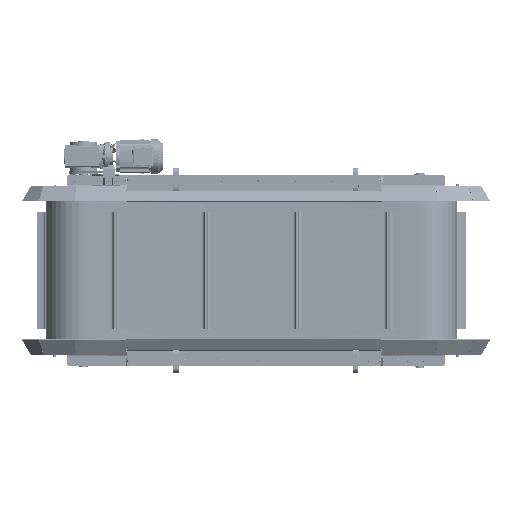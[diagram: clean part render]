
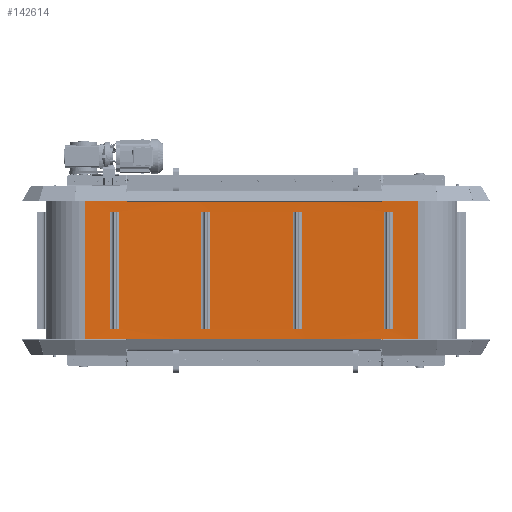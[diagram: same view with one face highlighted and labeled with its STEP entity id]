
A CAD part, top view. The second image highlights one B-rep face of the part: STEP entity #142614.
In plain terms, the highlighted cylindrical face has radius 22933.3 mm (diameter 45866.7 mm), a partial arc.
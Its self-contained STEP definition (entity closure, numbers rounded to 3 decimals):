
#4793=CYLINDRICAL_SURFACE('',#155910,22933.326);
#13625=LINE('',#239939,#23440);
#13629=LINE('',#239953,#23444);
#13630=LINE('',#239959,#23445);
#13631=LINE('',#239962,#23446);
#13632=LINE('',#239967,#23447);
#13633=LINE('',#239970,#23448);
#13634=LINE('',#239975,#23449);
#13635=LINE('',#239978,#23450);
#13636=LINE('',#239983,#23451);
#13637=LINE('',#239986,#23452);
#23440=VECTOR('',#190236,10.);
#23444=VECTOR('',#190248,10.);
#23445=VECTOR('',#190253,10.);
#23446=VECTOR('',#190256,10.);
#23447=VECTOR('',#190259,10.);
#23448=VECTOR('',#190262,10.);
#23449=VECTOR('',#190265,10.);
#23450=VECTOR('',#190268,10.);
#23451=VECTOR('',#190271,10.);
#23452=VECTOR('',#190274,10.);
#27355=FACE_BOUND('',#43251,.T.);
#27356=FACE_BOUND('',#43252,.T.);
#27357=FACE_BOUND('',#43253,.T.);
#27358=FACE_BOUND('',#43254,.T.);
#34021=FACE_OUTER_BOUND('',#43250,.T.);
#43250=EDGE_LOOP('',(#114563,#114564,#114565,#114566));
#43251=EDGE_LOOP('',(#114567,#114568,#114569,#114570));
#43252=EDGE_LOOP('',(#114571,#114572,#114573,#114574));
#43253=EDGE_LOOP('',(#114575,#114576,#114577,#114578));
#43254=EDGE_LOOP('',(#114579,#114580,#114581,#114582));
#50728=CIRCLE('',#155899,22933.326);
#50738=CIRCLE('',#155911,22933.326);
#50739=CIRCLE('',#155912,22933.326);
#50740=CIRCLE('',#155913,22933.326);
#50741=CIRCLE('',#155914,22933.326);
#50742=CIRCLE('',#155915,22933.326);
#50743=CIRCLE('',#155916,22933.326);
#50744=CIRCLE('',#155917,22933.326);
#50745=CIRCLE('',#155918,22933.326);
#50746=CIRCLE('',#155919,22933.326);
#62450=VERTEX_POINT('',#239922);
#62451=VERTEX_POINT('',#239924);
#62457=VERTEX_POINT('',#239938);
#62463=VERTEX_POINT('',#239952);
#62464=VERTEX_POINT('',#239955);
#62465=VERTEX_POINT('',#239956);
#62466=VERTEX_POINT('',#239958);
#62467=VERTEX_POINT('',#239960);
#62468=VERTEX_POINT('',#239963);
#62469=VERTEX_POINT('',#239964);
#62470=VERTEX_POINT('',#239966);
#62471=VERTEX_POINT('',#239968);
#62472=VERTEX_POINT('',#239971);
#62473=VERTEX_POINT('',#239972);
#62474=VERTEX_POINT('',#239974);
#62475=VERTEX_POINT('',#239976);
#62476=VERTEX_POINT('',#239979);
#62477=VERTEX_POINT('',#239980);
#62478=VERTEX_POINT('',#239982);
#62479=VERTEX_POINT('',#239984);
#80323=EDGE_CURVE('',#62450,#62451,#50728,.T.);
#80330=EDGE_CURVE('',#62457,#62450,#13625,.T.);
#80337=EDGE_CURVE('',#62451,#62463,#13629,.T.);
#80338=EDGE_CURVE('',#62463,#62457,#50738,.T.);
#80339=EDGE_CURVE('',#62464,#62465,#50739,.T.);
#80340=EDGE_CURVE('',#62465,#62466,#13630,.T.);
#80341=EDGE_CURVE('',#62466,#62467,#50740,.T.);
#80342=EDGE_CURVE('',#62467,#62464,#13631,.T.);
#80343=EDGE_CURVE('',#62468,#62469,#50741,.T.);
#80344=EDGE_CURVE('',#62469,#62470,#13632,.T.);
#80345=EDGE_CURVE('',#62470,#62471,#50742,.T.);
#80346=EDGE_CURVE('',#62471,#62468,#13633,.T.);
#80347=EDGE_CURVE('',#62472,#62473,#50743,.T.);
#80348=EDGE_CURVE('',#62473,#62474,#13634,.T.);
#80349=EDGE_CURVE('',#62474,#62475,#50744,.T.);
#80350=EDGE_CURVE('',#62475,#62472,#13635,.T.);
#80351=EDGE_CURVE('',#62476,#62477,#50745,.T.);
#80352=EDGE_CURVE('',#62477,#62478,#13636,.T.);
#80353=EDGE_CURVE('',#62478,#62479,#50746,.T.);
#80354=EDGE_CURVE('',#62479,#62476,#13637,.T.);
#114563=ORIENTED_EDGE('',*,*,#80337,.F.);
#114564=ORIENTED_EDGE('',*,*,#80323,.F.);
#114565=ORIENTED_EDGE('',*,*,#80330,.F.);
#114566=ORIENTED_EDGE('',*,*,#80338,.F.);
#114567=ORIENTED_EDGE('',*,*,#80339,.T.);
#114568=ORIENTED_EDGE('',*,*,#80340,.T.);
#114569=ORIENTED_EDGE('',*,*,#80341,.T.);
#114570=ORIENTED_EDGE('',*,*,#80342,.T.);
#114571=ORIENTED_EDGE('',*,*,#80343,.T.);
#114572=ORIENTED_EDGE('',*,*,#80344,.T.);
#114573=ORIENTED_EDGE('',*,*,#80345,.T.);
#114574=ORIENTED_EDGE('',*,*,#80346,.T.);
#114575=ORIENTED_EDGE('',*,*,#80347,.T.);
#114576=ORIENTED_EDGE('',*,*,#80348,.T.);
#114577=ORIENTED_EDGE('',*,*,#80349,.T.);
#114578=ORIENTED_EDGE('',*,*,#80350,.T.);
#114579=ORIENTED_EDGE('',*,*,#80351,.T.);
#114580=ORIENTED_EDGE('',*,*,#80352,.T.);
#114581=ORIENTED_EDGE('',*,*,#80353,.T.);
#114582=ORIENTED_EDGE('',*,*,#80354,.T.);
#142614=ADVANCED_FACE('',(#34021,#27355,#27356,#27357,#27358),#4793,.F.);
#155899=AXIS2_PLACEMENT_3D('',#239925,#190220,#190221);
#155910=AXIS2_PLACEMENT_3D('',#239951,#190246,#190247);
#155911=AXIS2_PLACEMENT_3D('',#239954,#190249,#190250);
#155912=AXIS2_PLACEMENT_3D('',#239957,#190251,#190252);
#155913=AXIS2_PLACEMENT_3D('',#239961,#190254,#190255);
#155914=AXIS2_PLACEMENT_3D('',#239965,#190257,#190258);
#155915=AXIS2_PLACEMENT_3D('',#239969,#190260,#190261);
#155916=AXIS2_PLACEMENT_3D('',#239973,#190263,#190264);
#155917=AXIS2_PLACEMENT_3D('',#239977,#190266,#190267);
#155918=AXIS2_PLACEMENT_3D('',#239981,#190269,#190270);
#155919=AXIS2_PLACEMENT_3D('',#239985,#190272,#190273);
#190220=DIRECTION('center_axis',(0.,1.,0.));
#190221=DIRECTION('ref_axis',(-0.04,0.,
-0.999));
#190236=DIRECTION('',(0.,-1.,0.));
#190246=DIRECTION('center_axis',(0.,-1.,0.));
#190247=DIRECTION('ref_axis',(-0.04,0.,
-0.999));
#190248=DIRECTION('',(0.,1.,0.));
#190249=DIRECTION('center_axis',(0.,-1.,0.));
#190250=DIRECTION('ref_axis',(-0.04,0.,
-0.999));
#190251=DIRECTION('center_axis',(0.,-1.,0.));
#190252=DIRECTION('ref_axis',(-0.04,0.,
-0.999));
#190253=DIRECTION('',(0.,-1.,0.));
#190254=DIRECTION('center_axis',(0.,1.,0.));
#190255=DIRECTION('ref_axis',(-0.04,0.,
-0.999));
#190256=DIRECTION('',(0.,1.,0.));
#190257=DIRECTION('center_axis',(0.,-1.,0.));
#190258=DIRECTION('ref_axis',(-0.04,0.,
-0.999));
#190259=DIRECTION('',(0.,-1.,0.));
#190260=DIRECTION('center_axis',(0.,1.,0.));
#190261=DIRECTION('ref_axis',(-0.04,0.,
-0.999));
#190262=DIRECTION('',(0.,1.,0.));
#190263=DIRECTION('center_axis',(0.,-1.,0.));
#190264=DIRECTION('ref_axis',(-0.04,0.,
-0.999));
#190265=DIRECTION('',(0.,-1.,0.));
#190266=DIRECTION('center_axis',(0.,1.,0.));
#190267=DIRECTION('ref_axis',(-0.04,0.,
-0.999));
#190268=DIRECTION('',(0.,1.,0.));
#190269=DIRECTION('center_axis',(0.,-1.,0.));
#190270=DIRECTION('ref_axis',(-0.04,0.,
-0.999));
#190271=DIRECTION('',(0.,-1.,0.));
#190272=DIRECTION('center_axis',(0.,1.,0.));
#190273=DIRECTION('ref_axis',(-0.04,0.,
-0.999));
#190274=DIRECTION('',(0.,1.,0.));
#239922=CARTESIAN_POINT('',(926.476,-400.,123.828));
#239924=CARTESIAN_POINT('',(-926.476,-400.,123.828));
#239925=CARTESIAN_POINT('Origin',(0.,-400.,23038.432));
#239938=CARTESIAN_POINT('',(926.476,400.,123.828));
#239939=CARTESIAN_POINT('',(926.476,0.,123.828));
#239951=CARTESIAN_POINT('Origin',(0.,0.,
23038.432));
#239952=CARTESIAN_POINT('',(-926.476,400.,123.828));
#239953=CARTESIAN_POINT('',(-926.476,0.,123.828));
#239954=CARTESIAN_POINT('Origin',(0.,400.,23038.432));
#239955=CARTESIAN_POINT('',(-784.88,325.,118.541));
#239956=CARTESIAN_POINT('',(-734.907,325.,116.884));
#239957=CARTESIAN_POINT('Origin',(0.,325.,23038.432));
#239958=CARTESIAN_POINT('',(-734.907,-325.,116.884));
#239959=CARTESIAN_POINT('',(-734.907,0.,116.884));
#239960=CARTESIAN_POINT('',(-784.88,-325.,118.541));
#239961=CARTESIAN_POINT('Origin',(0.,-325.,23038.432));
#239962=CARTESIAN_POINT('',(-784.88,0.,118.541));
#239963=CARTESIAN_POINT('',(-278.366,325.,106.795));
#239964=CARTESIAN_POINT('',(-228.369,325.,106.243));
#239965=CARTESIAN_POINT('Origin',(0.,325.,23038.432));
#239966=CARTESIAN_POINT('',(-228.369,-325.,106.243));
#239967=CARTESIAN_POINT('',(-228.369,0.,106.243));
#239968=CARTESIAN_POINT('',(-278.366,-325.,106.795));
#239969=CARTESIAN_POINT('Origin',(0.,-325.,23038.432));
#239970=CARTESIAN_POINT('',(-278.366,0.,106.795));
#239971=CARTESIAN_POINT('',(228.283,325.,106.242));
#239972=CARTESIAN_POINT('',(278.28,325.,106.794));
#239973=CARTESIAN_POINT('Origin',(0.,325.,23038.432));
#239974=CARTESIAN_POINT('',(278.28,-325.,106.794));
#239975=CARTESIAN_POINT('',(278.28,0.,106.794));
#239976=CARTESIAN_POINT('',(228.283,-325.,106.242));
#239977=CARTESIAN_POINT('Origin',(0.,-325.,23038.432));
#239978=CARTESIAN_POINT('',(228.283,0.,106.242));
#239979=CARTESIAN_POINT('',(734.82,325.,116.881));
#239980=CARTESIAN_POINT('',(784.793,325.,118.538));
#239981=CARTESIAN_POINT('Origin',(0.,325.,23038.432));
#239982=CARTESIAN_POINT('',(784.793,-325.,118.538));
#239983=CARTESIAN_POINT('',(784.793,0.,118.538));
#239984=CARTESIAN_POINT('',(734.82,-325.,116.881));
#239985=CARTESIAN_POINT('Origin',(0.,-325.,23038.432));
#239986=CARTESIAN_POINT('',(734.82,0.,116.881));
